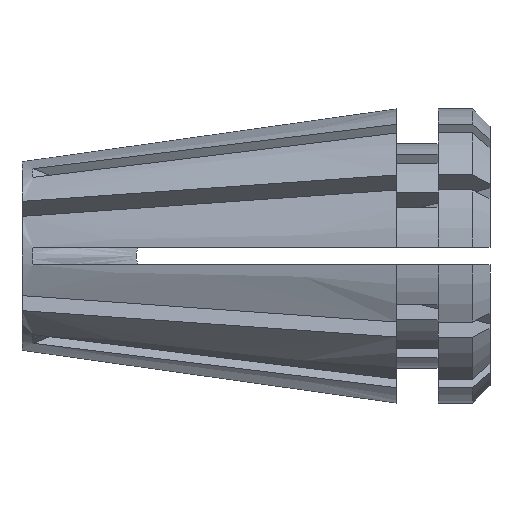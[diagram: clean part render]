
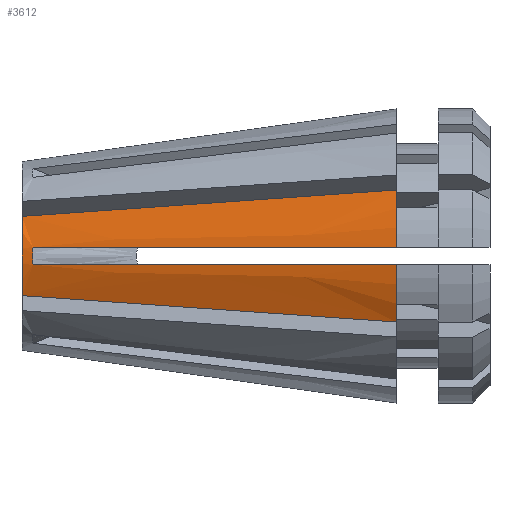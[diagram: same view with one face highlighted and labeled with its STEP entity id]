
A CAD part, front view. The second image highlights one B-rep face of the part: STEP entity #3612.
In plain terms, the highlighted conical face has half-angle 8 degrees and reference radius 4.25 mm.
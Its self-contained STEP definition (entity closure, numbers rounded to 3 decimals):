
#31 = DIRECTION ( 'NONE',  ( -1., 0., 0. ) ) ;
#67 = EDGE_LOOP ( 'NONE', ( #4107, #1560, #487, #3579, #1758, #339, #1240, #1977 ) ) ;
#185 = CARTESIAN_POINT ( 'NONE',  ( 3.812, -3.259, -0.25 ) ) ;
#287 = CARTESIAN_POINT ( 'NONE',  ( 0., 0., 0. ) ) ;
#289 = CARTESIAN_POINT ( 'NONE',  ( 7.306, -3.751, 0.25 ) ) ;
#292 = CIRCLE ( 'NONE', #4076, 4.25 ) ;
#317 = B_SPLINE_CURVE_WITH_KNOTS ( 'NONE', 3,
 ( #1529, #930, #554, #2551, #2894, #2859, #518 ),
 .UNSPECIFIED., .F., .F.,
 ( 4, 3, 4 ),
 ( 0., 0.005, 0.011 ),
 .UNSPECIFIED. ) ;
#339 = ORIENTED_EDGE ( 'NONE', *, *, #1049, .F. ) ;
#367 = EDGE_CURVE ( 'NONE', #402, #1990, #292, .T. ) ;
#402 = VERTEX_POINT ( 'NONE', #2116 ) ;
#422 = EDGE_CURVE ( 'NONE', #3962, #2427, #3641, .T. ) ;
#480 = CARTESIAN_POINT ( 'NONE',  ( 0.294, -2.778, 0.083 ) ) ;
#487 = ORIENTED_EDGE ( 'NONE', *, *, #367, .T. ) ;
#511 = EDGE_CURVE ( 'NONE', #1990, #3962, #1997, .T. ) ;
#518 = CARTESIAN_POINT ( 'NONE',  ( 10.8, -3.8, 1.905 ) ) ;
#543 = CARTESIAN_POINT ( 'NONE',  ( 3.812, -3.259, 0.25 ) ) ;
#554 = CARTESIAN_POINT ( 'NONE',  ( 3.167, -2.868, 1.367 ) ) ;
#628 = DIRECTION ( 'NONE',  ( 0., 0., 1. ) ) ;
#654 = CARTESIAN_POINT ( 'NONE',  ( 10.8, -4.243, 0.25 ) ) ;
#758 = VERTEX_POINT ( 'NONE', #654 ) ;
#870 = CARTESIAN_POINT ( 'NONE',  ( 0.317, -2.766, 0.25 ) ) ;
#930 = CARTESIAN_POINT ( 'NONE',  ( 1.583, -2.675, 1.256 ) ) ;
#1041 = CARTESIAN_POINT ( 'NONE',  ( 10.8, -3.8, 1.905 ) ) ;
#1049 = EDGE_CURVE ( 'NONE', #758, #2427, #2021, .T. ) ;
#1093 = CARTESIAN_POINT ( 'NONE',  ( 4.75, -3.062, -1.479 ) ) ;
#1094 = AXIS2_PLACEMENT_3D ( 'NONE', #1964, #31, #2323 ) ;
#1114 = CARTESIAN_POINT ( 'NONE',  ( 0.317, -2.766, 0.25 ) ) ;
#1206 = EDGE_CURVE ( 'NONE', #3298, #2168, #317, .T. ) ;
#1238 = FACE_OUTER_BOUND ( 'NONE', #67, .T. ) ;
#1240 = ORIENTED_EDGE ( 'NONE', *, *, #3815, .T. ) ;
#1447 = CARTESIAN_POINT ( 'NONE',  ( 8.783, -3.554, -1.763 ) ) ;
#1488 = CARTESIAN_POINT ( 'NONE',  ( 0.317, -2.766, 0.25 ) ) ;
#1508 = CARTESIAN_POINT ( 'NONE',  ( 0.317, -2.766, -0.25 ) ) ;
#1529 = CARTESIAN_POINT ( 'NONE',  ( 0., -2.481, 1.144 ) ) ;
#1533 = CARTESIAN_POINT ( 'NONE',  ( 0.317, -2.766, -0.25 ) ) ;
#1560 = ORIENTED_EDGE ( 'NONE', *, *, #2397, .T. ) ;
#1605 = CIRCLE ( 'NONE', #1094, 4.25 ) ;
#1676 = B_SPLINE_CURVE_WITH_KNOTS ( 'NONE', 3,
 ( #2743, #1756, #3078, #1093, #3408, #1447, #3711 ),
 .UNSPECIFIED., .F., .F.,
 ( 4, 3, 4 ),
 ( 0., 0.005, 0.011 ),
 .UNSPECIFIED. ) ;
#1756 = CARTESIAN_POINT ( 'NONE',  ( 1.583, -2.675, -1.256 ) ) ;
#1758 = ORIENTED_EDGE ( 'NONE', *, *, #422, .T. ) ;
#1822 = CARTESIAN_POINT ( 'NONE',  ( 7.306, -3.751, -0.25 ) ) ;
#1851 = CARTESIAN_POINT ( 'NONE',  ( 10.8, 0., 0. ) ) ;
#1954 = CARTESIAN_POINT ( 'NONE',  ( 0., -2.481, 1.144 ) ) ;
#1964 = CARTESIAN_POINT ( 'NONE',  ( 10.8, 0., 0. ) ) ;
#1977 = ORIENTED_EDGE ( 'NONE', *, *, #1206, .F. ) ;
#1990 = VERTEX_POINT ( 'NONE', #3563 ) ;
#1997 = B_SPLINE_CURVE_WITH_KNOTS ( 'NONE', 3,
 ( #4098, #1822, #185, #1508 ),
 .UNSPECIFIED., .F., .F.,
 ( 4, 4 ),
 ( 0.015, 0.025 ),
 .UNSPECIFIED. ) ;
#2021 = B_SPLINE_CURVE_WITH_KNOTS ( 'NONE', 3,
 ( #3863, #289, #543, #870 ),
 .UNSPECIFIED., .F., .F.,
 ( 4, 4 ),
 ( 0.015, 0.025 ),
 .UNSPECIFIED. ) ;
#2116 = CARTESIAN_POINT ( 'NONE',  ( 10.8, -3.8, -1.905 ) ) ;
#2168 = VERTEX_POINT ( 'NONE', #1041 ) ;
#2189 = DIRECTION ( 'NONE',  ( 1., 0., 0. ) ) ;
#2301 = AXIS2_PLACEMENT_3D ( 'NONE', #1851, #2189, #3802 ) ;
#2323 = DIRECTION ( 'NONE',  ( 0., 0., 1. ) ) ;
#2397 = EDGE_CURVE ( 'NONE', #4049, #402, #1676, .T. ) ;
#2427 = VERTEX_POINT ( 'NONE', #1114 ) ;
#2508 = DIRECTION ( 'NONE',  ( 0., 0., 1. ) ) ;
#2520 = CARTESIAN_POINT ( 'NONE',  ( 0.294, -2.778, -0.083 ) ) ;
#2551 = CARTESIAN_POINT ( 'NONE',  ( 4.75, -3.062, 1.479 ) ) ;
#2605 = DIRECTION ( 'NONE',  ( -1., 0., 0. ) ) ;
#2743 = CARTESIAN_POINT ( 'NONE',  ( 0., -2.481, -1.144 ) ) ;
#2859 = CARTESIAN_POINT ( 'NONE',  ( 8.783, -3.554, 1.763 ) ) ;
#2894 = CARTESIAN_POINT ( 'NONE',  ( 6.767, -3.308, 1.621 ) ) ;
#3055 = DIRECTION ( 'NONE',  ( -1., 0., 0. ) ) ;
#3078 = CARTESIAN_POINT ( 'NONE',  ( 3.167, -2.868, -1.367 ) ) ;
#3085 = CARTESIAN_POINT ( 'NONE',  ( 0., -2.481, -1.144 ) ) ;
#3114 = CARTESIAN_POINT ( 'NONE',  ( 10.8, 0., 0. ) ) ;
#3246 = EDGE_CURVE ( 'NONE', #4049, #3298, #3353, .T. ) ;
#3298 = VERTEX_POINT ( 'NONE', #1954 ) ;
#3353 = CIRCLE ( 'NONE', #3555, 2.732 ) ;
#3361 = CARTESIAN_POINT ( 'NONE',  ( 0.317, -2.766, -0.25 ) ) ;
#3408 = CARTESIAN_POINT ( 'NONE',  ( 6.767, -3.308, -1.621 ) ) ;
#3555 = AXIS2_PLACEMENT_3D ( 'NONE', #287, #2605, #628 ) ;
#3563 = CARTESIAN_POINT ( 'NONE',  ( 10.8, -4.243, -0.25 ) ) ;
#3579 = ORIENTED_EDGE ( 'NONE', *, *, #511, .T. ) ;
#3612 = ADVANCED_FACE ( 'NONE', ( #1238 ), #3637, .T. ) ;
#3637 = CONICAL_SURFACE ( 'NONE', #2301, 4.25, 0.14 ) ;
#3641 = B_SPLINE_CURVE_WITH_KNOTS ( 'NONE', 3,
 ( #1533, #2520, #480, #1488 ),
 .UNSPECIFIED., .F., .F.,
 ( 4, 4 ),
 ( 0., 0.001 ),
 .UNSPECIFIED. ) ;
#3711 = CARTESIAN_POINT ( 'NONE',  ( 10.8, -3.8, -1.905 ) ) ;
#3802 = DIRECTION ( 'NONE',  ( 0., 0., -1. ) ) ;
#3815 = EDGE_CURVE ( 'NONE', #758, #2168, #1605, .T. ) ;
#3863 = CARTESIAN_POINT ( 'NONE',  ( 10.8, -4.243, 0.25 ) ) ;
#3962 = VERTEX_POINT ( 'NONE', #3361 ) ;
#4049 = VERTEX_POINT ( 'NONE', #3085 ) ;
#4076 = AXIS2_PLACEMENT_3D ( 'NONE', #3114, #3055, #2508 ) ;
#4098 = CARTESIAN_POINT ( 'NONE',  ( 10.8, -4.243, -0.25 ) ) ;
#4107 = ORIENTED_EDGE ( 'NONE', *, *, #3246, .F. ) ;
